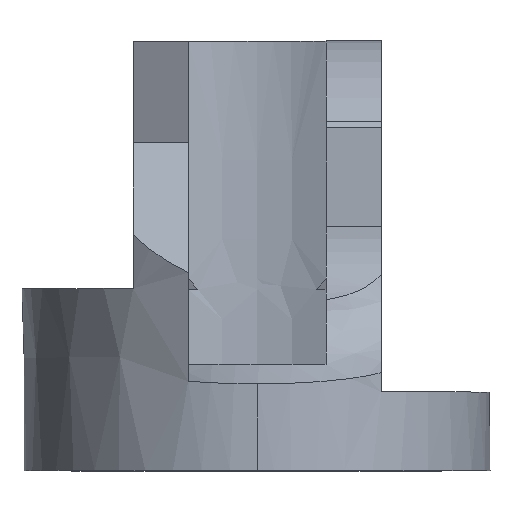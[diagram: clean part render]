
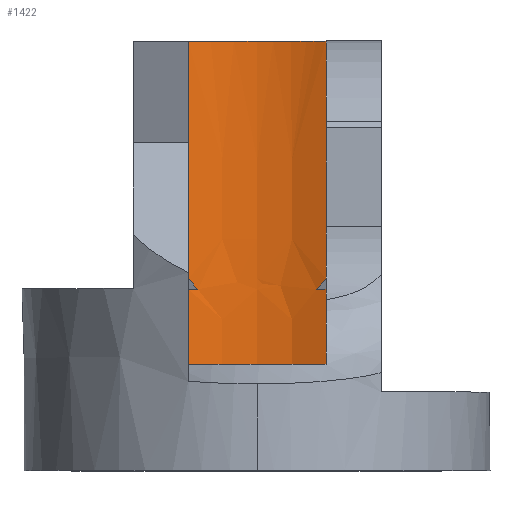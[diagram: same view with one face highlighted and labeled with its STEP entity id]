
A CAD part, top view. The second image highlights one B-rep face of the part: STEP entity #1422.
In plain terms, the highlighted free-form (B-spline) face has degree [3, 1] with [10, 2] control points.
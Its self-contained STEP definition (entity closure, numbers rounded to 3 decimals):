
#4 = CARTESIAN_POINT ( 'NONE',  ( -2.5, 15.6, -7.935 ) ) ;
#19 = CARTESIAN_POINT ( 'NONE',  ( 2.5, 0., -7.935 ) ) ;
#23 = CARTESIAN_POINT ( 'NONE',  ( -2.248, 15.6, -8.053 ) ) ;
#30 = B_SPLINE_CURVE_WITH_KNOTS ( 'NONE', 3,
 ( #1821, #223, #1806, #417 ),
 .UNSPECIFIED., .F., .F.,
 ( 4, 4 ),
 ( 0., 0.001 ),
 .UNSPECIFIED. ) ;
#65 = CARTESIAN_POINT ( 'NONE',  ( -1.992, 15.6, -8.152 ) ) ;
#78 = CARTESIAN_POINT ( 'NONE',  ( -1.164, 15.6, -8.411 ) ) ;
#84 = CARTESIAN_POINT ( 'NONE',  ( -0.582, 15.6, -8.5 ) ) ;
#91 = CARTESIAN_POINT ( 'NONE',  ( 2.248, 0., -8.053 ) ) ;
#93 = CARTESIAN_POINT ( 'NONE',  ( 0.582, 15.6, -8.5 ) ) ;
#103 = CARTESIAN_POINT ( 'NONE',  ( 1.164, 15.6, -8.411 ) ) ;
#111 = CARTESIAN_POINT ( 'NONE',  ( 1.992, 15.6, -8.152 ) ) ;
#122 = CARTESIAN_POINT ( 'NONE',  ( 2.248, 15.6, -8.053 ) ) ;
#130 = CARTESIAN_POINT ( 'NONE',  ( 2.5, 15.6, -7.935 ) ) ;
#163 = EDGE_LOOP ( 'NONE', ( #1654, #242, #2257, #2039, #1627, #1575, #1366, #1143, #881, #665 ) ) ;
#192 = CARTESIAN_POINT ( 'NONE',  ( -2.5, 6.6, -7.935 ) ) ;
#198 = DIRECTION ( 'NONE',  ( 0., 1., 0. ) ) ;
#206 = CARTESIAN_POINT ( 'NONE',  ( 2.5, -0.025, -7.935 ) ) ;
#223 = CARTESIAN_POINT ( 'NONE',  ( -2.274, 6.723, -8.037 ) ) ;
#230 = EDGE_CURVE ( 'NONE', #1025, #317, #452, .T. ) ;
#242 = ORIENTED_EDGE ( 'NONE', *, *, #722, .T. ) ;
#317 = VERTEX_POINT ( 'NONE', #192 ) ;
#330 = CARTESIAN_POINT ( 'NONE',  ( -2.5, 6.982, -7.935 ) ) ;
#401 = CARTESIAN_POINT ( 'NONE',  ( 2.152, 6.6, -8.085 ) ) ;
#417 = CARTESIAN_POINT ( 'NONE',  ( -2.5, 6.982, -7.935 ) ) ;
#430 = CARTESIAN_POINT ( 'NONE',  ( -2.5, 0., -7.935 ) ) ;
#441 = EDGE_CURVE ( 'NONE', #317, #1954, #1707, .T. ) ;
#446 = CARTESIAN_POINT ( 'NONE',  ( 2.152, 6.6, -8.085 ) ) ;
#452 = LINE ( 'NONE', #1846, #846 ) ;
#537 = CARTESIAN_POINT ( 'NONE',  ( -2.5, 0., -7.935 ) ) ;
#541 = CARTESIAN_POINT ( 'NONE',  ( -2.5, 6.6, -7.935 ) ) ;
#573 = CARTESIAN_POINT ( 'NONE',  ( -2.385, 6.6, -7.989 ) ) ;
#581 = CARTESIAN_POINT ( 'NONE',  ( 2.5, 6.982, -7.935 ) ) ;
#596 = B_SPLINE_CURVE_WITH_KNOTS ( 'NONE', 3,
 ( #735, #1931, #1763, #677 ),
 .UNSPECIFIED., .F., .F.,
 ( 4, 4 ),
 ( 0.812, 0.864 ),
 .UNSPECIFIED. ) ;
#632 = CARTESIAN_POINT ( 'NONE',  ( -2.269, 6.6, -8.039 ) ) ;
#638 = CARTESIAN_POINT ( 'NONE',  ( -2.152, 6.6, -8.085 ) ) ;
#665 = ORIENTED_EDGE ( 'NONE', *, *, #1996, .F. ) ;
#677 = CARTESIAN_POINT ( 'NONE',  ( 2.5, 6.6, -7.935 ) ) ;
#678 = EDGE_CURVE ( 'NONE', #1877, #1629, #1964, .T. ) ;
#722 = EDGE_CURVE ( 'NONE', #2119, #1629, #1297, .T. ) ;
#726 = LINE ( 'NONE', #2206, #1748 ) ;
#735 = CARTESIAN_POINT ( 'NONE',  ( 2.152, 6.6, -8.085 ) ) ;
#747 = VERTEX_POINT ( 'NONE', #330 ) ;
#763 = CARTESIAN_POINT ( 'NONE',  ( -1.164, 0., -8.411 ) ) ;
#765 = CARTESIAN_POINT ( 'NONE',  ( -2.152, 6.6, -8.085 ) ) ;
#814 = VECTOR ( 'NONE', #198, 1000. ) ;
#818 = B_SPLINE_CURVE_WITH_KNOTS ( 'NONE', 3,
 ( #430, #1667, #1849, #763, #2023, #950, #2196, #1127, #91, #1309 ),
 .UNSPECIFIED., .F., .F.,
 ( 4, 2, 2, 2, 4 ),
 ( 0.136, 0.25, 0.5, 0.75, 0.864 ),
 .UNSPECIFIED. ) ;
#846 = VECTOR ( 'NONE', #1938, 1000. ) ;
#881 = ORIENTED_EDGE ( 'NONE', *, *, #1272, .T. ) ;
#903 = CARTESIAN_POINT ( 'NONE',  ( 2.5, 15.6, -7.935 ) ) ;
#950 = CARTESIAN_POINT ( 'NONE',  ( 0.582, 0., -8.5 ) ) ;
#985 = VERTEX_POINT ( 'NONE', #401 ) ;
#1025 = VERTEX_POINT ( 'NONE', #537 ) ;
#1127 = CARTESIAN_POINT ( 'NONE',  ( 1.992, 0., -8.152 ) ) ;
#1135 = CARTESIAN_POINT ( 'NONE',  ( 2.389, 6.85, -7.987 ) ) ;
#1140 = CARTESIAN_POINT ( 'NONE',  ( 1.992, 15.6, -8.152 ) ) ;
#1143 = ORIENTED_EDGE ( 'NONE', *, *, #2223, .T. ) ;
#1161 = LINE ( 'NONE', #1204, #1998 ) ;
#1182 = CARTESIAN_POINT ( 'NONE',  ( 1.992, 0., -8.152 ) ) ;
#1204 = CARTESIAN_POINT ( 'NONE',  ( 2.5, -0.025, -7.935 ) ) ;
#1255 = CARTESIAN_POINT ( 'NONE',  ( 2.5, 0., -7.935 ) ) ;
#1272 = EDGE_CURVE ( 'NONE', #1557, #2266, #1161, .T. ) ;
#1281 = CARTESIAN_POINT ( 'NONE',  ( 2.248, 0., -8.053 ) ) ;
#1291 = CARTESIAN_POINT ( 'NONE',  ( 2.248, 15.6, -8.053 ) ) ;
#1297 = LINE ( 'NONE', #206, #814 ) ;
#1298 = CARTESIAN_POINT ( 'NONE',  ( 1.164, 0., -8.411 ) ) ;
#1305 = CARTESIAN_POINT ( 'NONE',  ( 1.164, 15.6, -8.411 ) ) ;
#1309 = CARTESIAN_POINT ( 'NONE',  ( 2.5, 0., -7.935 ) ) ;
#1314 = CARTESIAN_POINT ( 'NONE',  ( 0.582, 0., -8.5 ) ) ;
#1319 = CARTESIAN_POINT ( 'NONE',  ( 0.582, 15.6, -8.5 ) ) ;
#1320 = CARTESIAN_POINT ( 'NONE',  ( 2.5, 6.982, -7.935 ) ) ;
#1323 = CARTESIAN_POINT ( 'NONE',  ( -0.582, 0., -8.5 ) ) ;
#1326 = CARTESIAN_POINT ( 'NONE',  ( -0.582, 15.6, -8.5 ) ) ;
#1331 = DIRECTION ( 'NONE',  ( 0., 1., 0. ) ) ;
#1332 = CARTESIAN_POINT ( 'NONE',  ( -1.164, 0., -8.411 ) ) ;
#1341 = CARTESIAN_POINT ( 'NONE',  ( -1.164, 15.6, -8.411 ) ) ;
#1350 = CARTESIAN_POINT ( 'NONE',  ( -2.248, 15.6, -8.053 ) ) ;
#1357 = CARTESIAN_POINT ( 'NONE',  ( -2.5, 0., -7.935 ) ) ;
#1362 = CARTESIAN_POINT ( 'NONE',  ( -2.5, 15.6, -7.935 ) ) ;
#1366 = ORIENTED_EDGE ( 'NONE', *, *, #230, .F. ) ;
#1422 = ADVANCED_FACE ( 'NONE', ( #1855 ), #2207, .T. ) ;
#1461 = EDGE_CURVE ( 'NONE', #747, #1877, #726, .T. ) ;
#1519 = CARTESIAN_POINT ( 'NONE',  ( 2.274, 6.723, -8.037 ) ) ;
#1557 = VERTEX_POINT ( 'NONE', #19 ) ;
#1575 = ORIENTED_EDGE ( 'NONE', *, *, #441, .F. ) ;
#1627 = ORIENTED_EDGE ( 'NONE', *, *, #1632, .F. ) ;
#1629 = VERTEX_POINT ( 'NONE', #1688 ) ;
#1632 = EDGE_CURVE ( 'NONE', #1954, #747, #30, .T. ) ;
#1654 = ORIENTED_EDGE ( 'NONE', *, *, #2262, .F. ) ;
#1667 = CARTESIAN_POINT ( 'NONE',  ( -2.248, 0., -8.053 ) ) ;
#1676 = B_SPLINE_CURVE_WITH_KNOTS ( 'NONE', 3,
 ( #1320, #1135, #1519, #446 ),
 .UNSPECIFIED., .F., .F.,
 ( 4, 4 ),
 ( 0., 0.001 ),
 .UNSPECIFIED. ) ;
#1688 = CARTESIAN_POINT ( 'NONE',  ( 2.5, 15.6, -7.935 ) ) ;
#1707 = B_SPLINE_CURVE_WITH_KNOTS ( 'NONE', 3,
 ( #541, #573, #632, #638 ),
 .UNSPECIFIED., .F., .F.,
 ( 4, 4 ),
 ( 0.136, 0.188 ),
 .UNSPECIFIED. ) ;
#1748 = VECTOR ( 'NONE', #2212, 1000. ) ;
#1763 = CARTESIAN_POINT ( 'NONE',  ( 2.385, 6.6, -7.989 ) ) ;
#1806 = CARTESIAN_POINT ( 'NONE',  ( -2.39, 6.85, -7.987 ) ) ;
#1821 = CARTESIAN_POINT ( 'NONE',  ( -2.152, 6.6, -8.085 ) ) ;
#1846 = CARTESIAN_POINT ( 'NONE',  ( -2.5, -0.025, -7.935 ) ) ;
#1849 = CARTESIAN_POINT ( 'NONE',  ( -1.992, 0., -8.152 ) ) ;
#1852 = CARTESIAN_POINT ( 'NONE',  ( -2.5, 15.6, -7.935 ) ) ;
#1855 = FACE_OUTER_BOUND ( 'NONE', #163, .T. ) ;
#1859 = CARTESIAN_POINT ( 'NONE',  ( 2.5, 6.6, -7.935 ) ) ;
#1877 = VERTEX_POINT ( 'NONE', #1852 ) ;
#1931 = CARTESIAN_POINT ( 'NONE',  ( 2.269, 6.6, -8.039 ) ) ;
#1938 = DIRECTION ( 'NONE',  ( 0., 1., 0. ) ) ;
#1954 = VERTEX_POINT ( 'NONE', #765 ) ;
#1964 = B_SPLINE_CURVE_WITH_KNOTS ( 'NONE', 3,
 ( #4, #23, #65, #78, #84, #93, #103, #111, #122, #130 ),
 .UNSPECIFIED., .F., .F.,
 ( 4, 2, 2, 2, 4 ),
 ( 0.136, 0.25, 0.5, 0.75, 0.864 ),
 .UNSPECIFIED. ) ;
#1996 = EDGE_CURVE ( 'NONE', #985, #2266, #596, .T. ) ;
#1998 = VECTOR ( 'NONE', #1331, 1000. ) ;
#2023 = CARTESIAN_POINT ( 'NONE',  ( -0.582, 0., -8.5 ) ) ;
#2039 = ORIENTED_EDGE ( 'NONE', *, *, #1461, .F. ) ;
#2091 = CARTESIAN_POINT ( 'NONE',  ( -1.992, 0., -8.152 ) ) ;
#2119 = VERTEX_POINT ( 'NONE', #581 ) ;
#2142 = CARTESIAN_POINT ( 'NONE',  ( -1.992, 15.6, -8.152 ) ) ;
#2196 = CARTESIAN_POINT ( 'NONE',  ( 1.164, 0., -8.411 ) ) ;
#2206 = CARTESIAN_POINT ( 'NONE',  ( -2.5, -0.025, -7.935 ) ) ;
#2207 = B_SPLINE_SURFACE_WITH_KNOTS ( 'NONE', 3, 1, ( 
 ( #1255, #903 ),
 ( #1281, #1291 ),
 ( #1182, #1140 ),
 ( #1298, #1305 ),
 ( #1314, #1319 ),
 ( #1323, #1326 ),
 ( #1332, #1341 ),
 ( #2091, #2142 ),
 ( #2242, #1350 ),
 ( #1357, #1362 ) ),
 .UNSPECIFIED., .F., .F., .F.,
 ( 4, 2, 2, 2, 4 ),
 ( 2, 2 ),
 ( 0., 0.114, 0.364, 0.614, 0.728 ),
 ( 0., 1. ),
 .UNSPECIFIED. ) ;
#2212 = DIRECTION ( 'NONE',  ( 0., 1., 0. ) ) ;
#2223 = EDGE_CURVE ( 'NONE', #1025, #1557, #818, .T. ) ;
#2242 = CARTESIAN_POINT ( 'NONE',  ( -2.248, 0., -8.053 ) ) ;
#2257 = ORIENTED_EDGE ( 'NONE', *, *, #678, .F. ) ;
#2262 = EDGE_CURVE ( 'NONE', #2119, #985, #1676, .T. ) ;
#2266 = VERTEX_POINT ( 'NONE', #1859 ) ;
